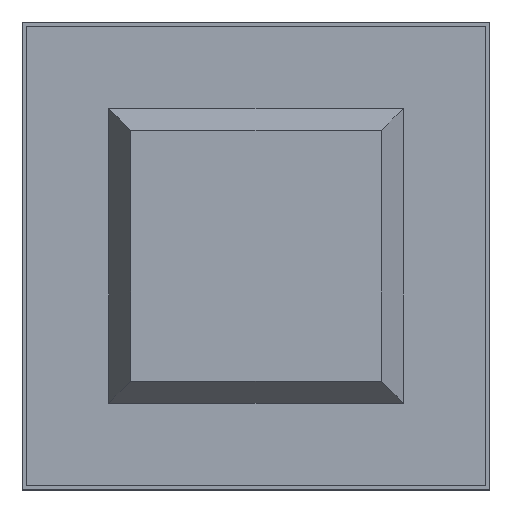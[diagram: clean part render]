
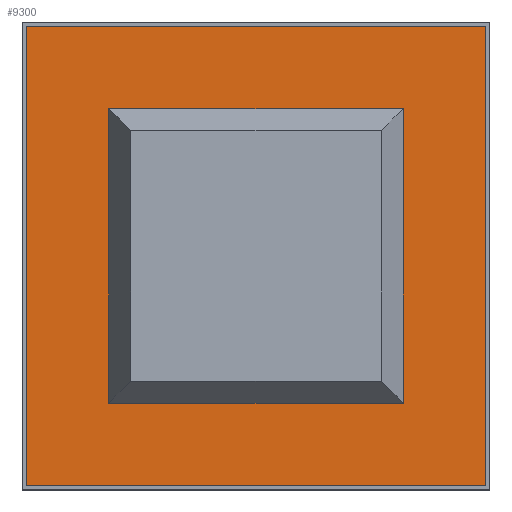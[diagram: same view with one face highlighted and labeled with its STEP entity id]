
A CAD part, top view. The second image highlights one B-rep face of the part: STEP entity #9300.
In plain terms, the highlighted planar face has unit normal (0, 0, 1).
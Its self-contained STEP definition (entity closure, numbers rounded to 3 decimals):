
#283 = PLANE('',#284);
#284 = AXIS2_PLACEMENT_3D('',#285,#286,#287);
#285 = CARTESIAN_POINT('',(-6.4,-6.4,1.68));
#286 = DIRECTION('',(1.,0.,0.));
#287 = DIRECTION('',(0.,0.,1.));
#311 = PLANE('',#312);
#312 = AXIS2_PLACEMENT_3D('',#313,#314,#315);
#313 = CARTESIAN_POINT('',(-6.4,6.4,1.68));
#314 = DIRECTION('',(0.,1.,0.));
#315 = DIRECTION('',(0.,0.,1.));
#339 = PLANE('',#340);
#340 = AXIS2_PLACEMENT_3D('',#341,#342,#343);
#341 = CARTESIAN_POINT('',(6.4,-6.4,1.68));
#342 = DIRECTION('',(1.,0.,0.));
#343 = DIRECTION('',(0.,0.,1.));
#365 = PLANE('',#366);
#366 = AXIS2_PLACEMENT_3D('',#367,#368,#369);
#367 = CARTESIAN_POINT('',(-6.4,-6.4,1.68));
#368 = DIRECTION('',(0.,1.,0.));
#369 = DIRECTION('',(0.,0.,1.));
#4928 = VERTEX_POINT('',#4929);
#4929 = CARTESIAN_POINT('',(-6.4,-6.4,2.29));
#4952 = VERTEX_POINT('',#4953);
#4953 = CARTESIAN_POINT('',(-6.4,6.4,2.29));
#4974 = EDGE_CURVE('',#4928,#4952,#4975,.T.);
#4975 = SURFACE_CURVE('',#4976,(#4980,#4987),.PCURVE_S1.);
#4976 = LINE('',#4977,#4978);
#4977 = CARTESIAN_POINT('',(-6.4,-6.4,2.29));
#4978 = VECTOR('',#4979,1.);
#4979 = DIRECTION('',(0.,1.,0.));
#4980 = PCURVE('',#283,#4981);
#4981 = DEFINITIONAL_REPRESENTATION('',(#4982),#4986);
#4982 = LINE('',#4983,#4984);
#4983 = CARTESIAN_POINT('',(0.61,0.));
#4984 = VECTOR('',#4985,1.);
#4985 = DIRECTION('',(0.,-1.));
#4986 = ( GEOMETRIC_REPRESENTATION_CONTEXT(2) 
PARAMETRIC_REPRESENTATION_CONTEXT() REPRESENTATION_CONTEXT('2D SPACE',''
  ) );
#4987 = PCURVE('',#4988,#4993);
#4988 = PLANE('',#4989);
#4989 = AXIS2_PLACEMENT_3D('',#4990,#4991,#4992);
#4990 = CARTESIAN_POINT('',(-6.4,-6.4,2.29));
#4991 = DIRECTION('',(0.,0.,1.));
#4992 = DIRECTION('',(1.,0.,0.));
#4993 = DEFINITIONAL_REPRESENTATION('',(#4994),#4998);
#4994 = LINE('',#4995,#4996);
#4995 = CARTESIAN_POINT('',(0.,0.));
#4996 = VECTOR('',#4997,1.);
#4997 = DIRECTION('',(0.,1.));
#4998 = ( GEOMETRIC_REPRESENTATION_CONTEXT(2) 
PARAMETRIC_REPRESENTATION_CONTEXT() REPRESENTATION_CONTEXT('2D SPACE',''
  ) );
#5005 = EDGE_CURVE('',#4928,#5006,#5008,.T.);
#5006 = VERTEX_POINT('',#5007);
#5007 = CARTESIAN_POINT('',(6.4,-6.4,2.29));
#5008 = SURFACE_CURVE('',#5009,(#5013,#5020),.PCURVE_S1.);
#5009 = LINE('',#5010,#5011);
#5010 = CARTESIAN_POINT('',(-6.4,-6.4,2.29));
#5011 = VECTOR('',#5012,1.);
#5012 = DIRECTION('',(1.,0.,0.));
#5013 = PCURVE('',#365,#5014);
#5014 = DEFINITIONAL_REPRESENTATION('',(#5015),#5019);
#5015 = LINE('',#5016,#5017);
#5016 = CARTESIAN_POINT('',(0.61,0.));
#5017 = VECTOR('',#5018,1.);
#5018 = DIRECTION('',(0.,1.));
#5019 = ( GEOMETRIC_REPRESENTATION_CONTEXT(2) 
PARAMETRIC_REPRESENTATION_CONTEXT() REPRESENTATION_CONTEXT('2D SPACE',''
  ) );
#5020 = PCURVE('',#4988,#5021);
#5021 = DEFINITIONAL_REPRESENTATION('',(#5022),#5026);
#5022 = LINE('',#5023,#5024);
#5023 = CARTESIAN_POINT('',(0.,0.));
#5024 = VECTOR('',#5025,1.);
#5025 = DIRECTION('',(1.,0.));
#5026 = ( GEOMETRIC_REPRESENTATION_CONTEXT(2) 
PARAMETRIC_REPRESENTATION_CONTEXT() REPRESENTATION_CONTEXT('2D SPACE',''
  ) );
#5055 = VERTEX_POINT('',#5056);
#5056 = CARTESIAN_POINT('',(6.4,6.4,2.29));
#5077 = EDGE_CURVE('',#5006,#5055,#5078,.T.);
#5078 = SURFACE_CURVE('',#5079,(#5083,#5090),.PCURVE_S1.);
#5079 = LINE('',#5080,#5081);
#5080 = CARTESIAN_POINT('',(6.4,-6.4,2.29));
#5081 = VECTOR('',#5082,1.);
#5082 = DIRECTION('',(0.,1.,0.));
#5083 = PCURVE('',#339,#5084);
#5084 = DEFINITIONAL_REPRESENTATION('',(#5085),#5089);
#5085 = LINE('',#5086,#5087);
#5086 = CARTESIAN_POINT('',(0.61,0.));
#5087 = VECTOR('',#5088,1.);
#5088 = DIRECTION('',(0.,-1.));
#5089 = ( GEOMETRIC_REPRESENTATION_CONTEXT(2) 
PARAMETRIC_REPRESENTATION_CONTEXT() REPRESENTATION_CONTEXT('2D SPACE',''
  ) );
#5090 = PCURVE('',#4988,#5091);
#5091 = DEFINITIONAL_REPRESENTATION('',(#5092),#5096);
#5092 = LINE('',#5093,#5094);
#5093 = CARTESIAN_POINT('',(12.8,0.));
#5094 = VECTOR('',#5095,1.);
#5095 = DIRECTION('',(0.,1.));
#5096 = ( GEOMETRIC_REPRESENTATION_CONTEXT(2) 
PARAMETRIC_REPRESENTATION_CONTEXT() REPRESENTATION_CONTEXT('2D SPACE',''
  ) );
#5103 = EDGE_CURVE('',#4952,#5055,#5104,.T.);
#5104 = SURFACE_CURVE('',#5105,(#5109,#5116),.PCURVE_S1.);
#5105 = LINE('',#5106,#5107);
#5106 = CARTESIAN_POINT('',(-6.4,6.4,2.29));
#5107 = VECTOR('',#5108,1.);
#5108 = DIRECTION('',(1.,0.,0.));
#5109 = PCURVE('',#311,#5110);
#5110 = DEFINITIONAL_REPRESENTATION('',(#5111),#5115);
#5111 = LINE('',#5112,#5113);
#5112 = CARTESIAN_POINT('',(0.61,0.));
#5113 = VECTOR('',#5114,1.);
#5114 = DIRECTION('',(0.,1.));
#5115 = ( GEOMETRIC_REPRESENTATION_CONTEXT(2) 
PARAMETRIC_REPRESENTATION_CONTEXT() REPRESENTATION_CONTEXT('2D SPACE',''
  ) );
#5116 = PCURVE('',#4988,#5117);
#5117 = DEFINITIONAL_REPRESENTATION('',(#5118),#5122);
#5118 = LINE('',#5119,#5120);
#5119 = CARTESIAN_POINT('',(0.,12.8));
#5120 = VECTOR('',#5121,1.);
#5121 = DIRECTION('',(1.,0.));
#5122 = ( GEOMETRIC_REPRESENTATION_CONTEXT(2) 
PARAMETRIC_REPRESENTATION_CONTEXT() REPRESENTATION_CONTEXT('2D SPACE',''
  ) );
#9300 = ADVANCED_FACE('',(#9301,#9307),#4988,.T.);
#9301 = FACE_BOUND('',#9302,.T.);
#9302 = EDGE_LOOP('',(#9303,#9304,#9305,#9306));
#9303 = ORIENTED_EDGE('',*,*,#4974,.F.);
#9304 = ORIENTED_EDGE('',*,*,#5005,.T.);
#9305 = ORIENTED_EDGE('',*,*,#5077,.T.);
#9306 = ORIENTED_EDGE('',*,*,#5103,.F.);
#9307 = FACE_BOUND('',#9308,.T.);
#9308 = EDGE_LOOP('',(#9309,#9337,#9363,#9389));
#9309 = ORIENTED_EDGE('',*,*,#9310,.F.);
#9310 = EDGE_CURVE('',#9311,#9313,#9315,.T.);
#9311 = VERTEX_POINT('',#9312);
#9312 = CARTESIAN_POINT('',(-4.108,-4.108,2.29));
#9313 = VERTEX_POINT('',#9314);
#9314 = CARTESIAN_POINT('',(4.108,-4.108,2.29));
#9315 = SURFACE_CURVE('',#9316,(#9320,#9326),.PCURVE_S1.);
#9316 = LINE('',#9317,#9318);
#9317 = CARTESIAN_POINT('',(-3.2,-4.108,2.29));
#9318 = VECTOR('',#9319,1.);
#9319 = DIRECTION('',(1.,0.,0.));
#9320 = PCURVE('',#4988,#9321);
#9321 = DEFINITIONAL_REPRESENTATION('',(#9322),#9325);
#9322 = B_SPLINE_CURVE_WITH_KNOTS('',1,(#9323,#9324),.UNSPECIFIED.,.F.,
  .F.,(2,2),(-2.08,8.48),.PIECEWISE_BEZIER_KNOTS.);
#9323 = CARTESIAN_POINT('',(1.12,2.292));
#9324 = CARTESIAN_POINT('',(11.68,2.292));
#9325 = ( GEOMETRIC_REPRESENTATION_CONTEXT(2) 
PARAMETRIC_REPRESENTATION_CONTEXT() REPRESENTATION_CONTEXT('2D SPACE',''
  ) );
#9326 = PCURVE('',#9327,#9332);
#9327 = PLANE('',#9328);
#9328 = AXIS2_PLACEMENT_3D('',#9329,#9330,#9331);
#9329 = CARTESIAN_POINT('',(0.,-3.991,
    2.494));
#9330 = DIRECTION('',(0.,-0.868,0.497));
#9331 = DIRECTION('',(0.,-0.497,-0.868));
#9332 = DEFINITIONAL_REPRESENTATION('',(#9333),#9336);
#9333 = B_SPLINE_CURVE_WITH_KNOTS('',1,(#9334,#9335),.UNSPECIFIED.,.F.,
  .F.,(2,2),(-2.08,8.48),.PIECEWISE_BEZIER_KNOTS.);
#9334 = CARTESIAN_POINT('',(0.235,-5.28));
#9335 = CARTESIAN_POINT('',(0.235,5.28));
#9336 = ( GEOMETRIC_REPRESENTATION_CONTEXT(2) 
PARAMETRIC_REPRESENTATION_CONTEXT() REPRESENTATION_CONTEXT('2D SPACE',''
  ) );
#9337 = ORIENTED_EDGE('',*,*,#9338,.F.);
#9338 = EDGE_CURVE('',#9339,#9311,#9341,.T.);
#9339 = VERTEX_POINT('',#9340);
#9340 = CARTESIAN_POINT('',(-4.108,4.108,2.29));
#9341 = SURFACE_CURVE('',#9342,(#9346,#9352),.PCURVE_S1.);
#9342 = LINE('',#9343,#9344);
#9343 = CARTESIAN_POINT('',(-4.108,-3.2,2.29));
#9344 = VECTOR('',#9345,1.);
#9345 = DIRECTION('',(0.,-1.,0.));
#9346 = PCURVE('',#4988,#9347);
#9347 = DEFINITIONAL_REPRESENTATION('',(#9348),#9351);
#9348 = B_SPLINE_CURVE_WITH_KNOTS('',1,(#9349,#9350),.UNSPECIFIED.,.F.,
  .F.,(2,2),(-8.48,2.08),.PIECEWISE_BEZIER_KNOTS.);
#9349 = CARTESIAN_POINT('',(2.292,11.68));
#9350 = CARTESIAN_POINT('',(2.292,1.12));
#9351 = ( GEOMETRIC_REPRESENTATION_CONTEXT(2) 
PARAMETRIC_REPRESENTATION_CONTEXT() REPRESENTATION_CONTEXT('2D SPACE',''
  ) );
#9352 = PCURVE('',#9353,#9358);
#9353 = PLANE('',#9354);
#9354 = AXIS2_PLACEMENT_3D('',#9355,#9356,#9357);
#9355 = CARTESIAN_POINT('',(-3.991,0.,2.494));
#9356 = DIRECTION('',(-0.868,0.,0.497));
#9357 = DIRECTION('',(-0.497,0.,-0.868));
#9358 = DEFINITIONAL_REPRESENTATION('',(#9359),#9362);
#9359 = B_SPLINE_CURVE_WITH_KNOTS('',1,(#9360,#9361),.UNSPECIFIED.,.F.,
  .F.,(2,2),(-8.48,2.08),.PIECEWISE_BEZIER_KNOTS.);
#9360 = CARTESIAN_POINT('',(0.235,-5.28));
#9361 = CARTESIAN_POINT('',(0.235,5.28));
#9362 = ( GEOMETRIC_REPRESENTATION_CONTEXT(2) 
PARAMETRIC_REPRESENTATION_CONTEXT() REPRESENTATION_CONTEXT('2D SPACE',''
  ) );
#9363 = ORIENTED_EDGE('',*,*,#9364,.F.);
#9364 = EDGE_CURVE('',#9365,#9339,#9367,.T.);
#9365 = VERTEX_POINT('',#9366);
#9366 = CARTESIAN_POINT('',(4.108,4.108,2.29));
#9367 = SURFACE_CURVE('',#9368,(#9372,#9378),.PCURVE_S1.);
#9368 = LINE('',#9369,#9370);
#9369 = CARTESIAN_POINT('',(-3.2,4.108,2.29));
#9370 = VECTOR('',#9371,1.);
#9371 = DIRECTION('',(-1.,0.,0.));
#9372 = PCURVE('',#4988,#9373);
#9373 = DEFINITIONAL_REPRESENTATION('',(#9374),#9377);
#9374 = B_SPLINE_CURVE_WITH_KNOTS('',1,(#9375,#9376),.UNSPECIFIED.,.F.,
  .F.,(2,2),(-8.48,2.08),.PIECEWISE_BEZIER_KNOTS.);
#9375 = CARTESIAN_POINT('',(11.68,10.508));
#9376 = CARTESIAN_POINT('',(1.12,10.508));
#9377 = ( GEOMETRIC_REPRESENTATION_CONTEXT(2) 
PARAMETRIC_REPRESENTATION_CONTEXT() REPRESENTATION_CONTEXT('2D SPACE',''
  ) );
#9378 = PCURVE('',#9379,#9384);
#9379 = PLANE('',#9380);
#9380 = AXIS2_PLACEMENT_3D('',#9381,#9382,#9383);
#9381 = CARTESIAN_POINT('',(0.,3.991,2.494));
#9382 = DIRECTION('',(0.,0.868,0.497));
#9383 = DIRECTION('',(0.,-0.497,0.868));
#9384 = DEFINITIONAL_REPRESENTATION('',(#9385),#9388);
#9385 = B_SPLINE_CURVE_WITH_KNOTS('',1,(#9386,#9387),.UNSPECIFIED.,.F.,
  .F.,(2,2),(-8.48,2.08),.PIECEWISE_BEZIER_KNOTS.);
#9386 = CARTESIAN_POINT('',(-0.235,5.28));
#9387 = CARTESIAN_POINT('',(-0.235,-5.28));
#9388 = ( GEOMETRIC_REPRESENTATION_CONTEXT(2) 
PARAMETRIC_REPRESENTATION_CONTEXT() REPRESENTATION_CONTEXT('2D SPACE',''
  ) );
#9389 = ORIENTED_EDGE('',*,*,#9390,.F.);
#9390 = EDGE_CURVE('',#9313,#9365,#9391,.T.);
#9391 = SURFACE_CURVE('',#9392,(#9396,#9402),.PCURVE_S1.);
#9392 = LINE('',#9393,#9394);
#9393 = CARTESIAN_POINT('',(4.108,-3.2,2.29));
#9394 = VECTOR('',#9395,1.);
#9395 = DIRECTION('',(0.,1.,0.));
#9396 = PCURVE('',#4988,#9397);
#9397 = DEFINITIONAL_REPRESENTATION('',(#9398),#9401);
#9398 = B_SPLINE_CURVE_WITH_KNOTS('',1,(#9399,#9400),.UNSPECIFIED.,.F.,
  .F.,(2,2),(-2.08,8.48),.PIECEWISE_BEZIER_KNOTS.);
#9399 = CARTESIAN_POINT('',(10.508,1.12));
#9400 = CARTESIAN_POINT('',(10.508,11.68));
#9401 = ( GEOMETRIC_REPRESENTATION_CONTEXT(2) 
PARAMETRIC_REPRESENTATION_CONTEXT() REPRESENTATION_CONTEXT('2D SPACE',''
  ) );
#9402 = PCURVE('',#9403,#9408);
#9403 = PLANE('',#9404);
#9404 = AXIS2_PLACEMENT_3D('',#9405,#9406,#9407);
#9405 = CARTESIAN_POINT('',(3.991,0.,
    2.494));
#9406 = DIRECTION('',(0.868,0.,0.497)
  );
#9407 = DIRECTION('',(-0.497,0.,0.868));
#9408 = DEFINITIONAL_REPRESENTATION('',(#9409),#9412);
#9409 = B_SPLINE_CURVE_WITH_KNOTS('',1,(#9410,#9411),.UNSPECIFIED.,.F.,
  .F.,(2,2),(-2.08,8.48),.PIECEWISE_BEZIER_KNOTS.);
#9410 = CARTESIAN_POINT('',(-0.235,5.28));
#9411 = CARTESIAN_POINT('',(-0.235,-5.28));
#9412 = ( GEOMETRIC_REPRESENTATION_CONTEXT(2) 
PARAMETRIC_REPRESENTATION_CONTEXT() REPRESENTATION_CONTEXT('2D SPACE',''
  ) );
